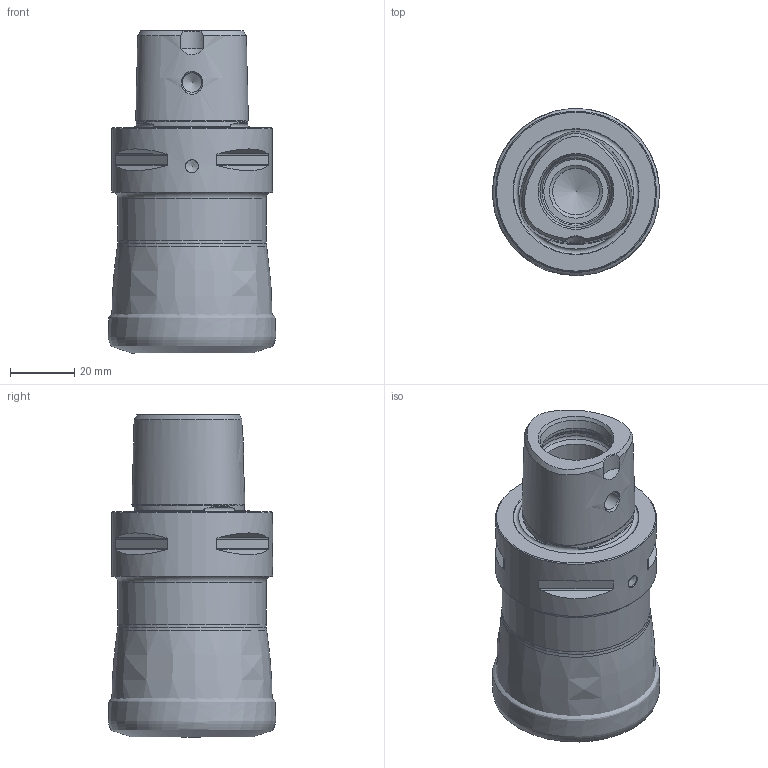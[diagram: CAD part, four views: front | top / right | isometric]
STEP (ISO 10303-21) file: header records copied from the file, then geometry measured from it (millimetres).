
FILE_DESCRIPTION(/* description */ (''),/* implementation_level */ '2;1');
FILE_NAME(/* name */ 'toolassembly_1.stp',/* time_stamp */ '2018-10-16T15:21:05+02:00',/* author */ (''),/* organization */ ('SMS'),/* preprocessor_version */ 'ST-DEVELOPER v15',/* originating_system */ 'SIEMENS PLM Software NX 8.5',/* authorisation */ '');
FILE_SCHEMA (('AUTOMOTIVE_DESIGN { 1 0 10303 214 3 1 1 1 }'));
Length unit declared in the file: millimetre
Products named in the file (4): ASSEMBLY_CONSTRUCTION; CUT_20181016152012; NOCUT_20181016152009; TOOLASSEMBLY_1
Assembly tree (3 placements, depth 2):
  TOOLASSEMBLY_1
    NOCUT_20181016152009
    CUT_20181016152012
    ASSEMBLY_CONSTRUCTION
Bounding box: 51.97 x 51.96 x 100 mm (x, y, z)
Volume: 156275.3 mm3; surface area: 25984.7 mm2
Topology: 2 solids, 2 shells, 79 faces, 187 edges, 125 vertices
Faces by surface type: cone 21, plane 20, cylinder 19, torus 10, bspline 9
Full cylindrical faces by diameter (mm): 4 x1, 6.1 x2, 14.5 x1, 21.025 x2, 24 x1, 46 x1, 49.88 x1, 50 x1
Entity records: 25770 total; most frequent: CARTESIAN_POINT 24089, DIRECTION 298, ORIENTED_EDGE 260, AXIS2_PLACEMENT_3D 137, EDGE_CURVE 130, EDGE_LOOP 127, VERTEX_POINT 105, FACE_BOUND 97
